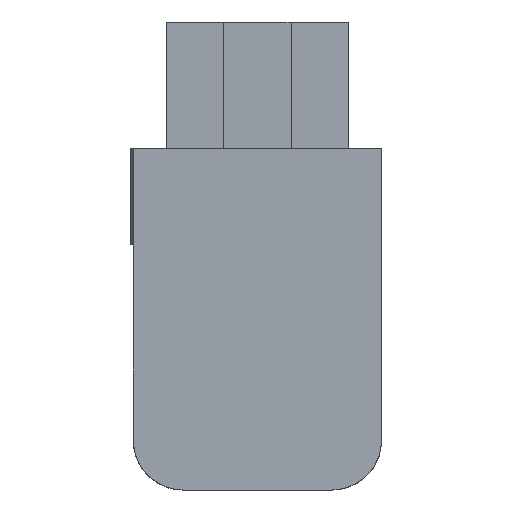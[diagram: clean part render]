
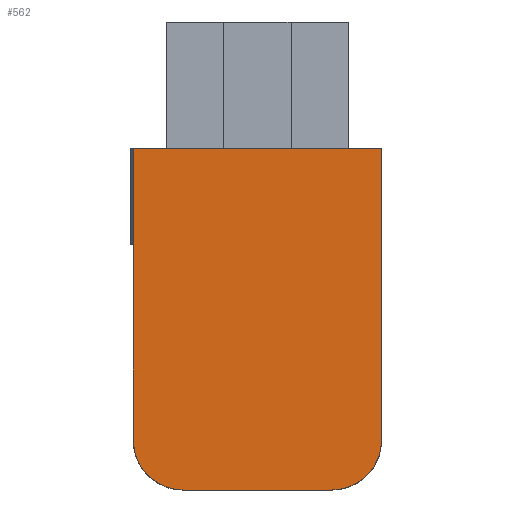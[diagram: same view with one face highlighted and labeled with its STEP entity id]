
A CAD part, front view. The second image highlights one B-rep face of the part: STEP entity #562.
In plain terms, the highlighted planar face has unit normal (0, -1, 0).
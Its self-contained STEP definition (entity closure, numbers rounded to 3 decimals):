
#32 = PLANE('',#33);
#33 = AXIS2_PLACEMENT_3D('',#34,#35,#36);
#34 = CARTESIAN_POINT('',(8.35,5.,0.));
#35 = DIRECTION('',(-1.,0.,0.));
#36 = DIRECTION('',(0.,-1.,0.));
#57 = VERTEX_POINT('',#58);
#58 = CARTESIAN_POINT('',(8.35,-5.,-19.65));
#72 = CYLINDRICAL_SURFACE('',#73,3.35);
#73 = AXIS2_PLACEMENT_3D('',#74,#75,#76);
#74 = CARTESIAN_POINT('',(5.,5.,-19.65));
#75 = DIRECTION('',(0.,-1.,0.));
#76 = DIRECTION('',(1.,0.,0.));
#84 = EDGE_CURVE('',#85,#57,#87,.T.);
#85 = VERTEX_POINT('',#86);
#86 = CARTESIAN_POINT('',(8.35,-5.,0.));
#87 = SURFACE_CURVE('',#88,(#92,#99),.PCURVE_S1.);
#88 = LINE('',#89,#90);
#89 = CARTESIAN_POINT('',(8.35,-5.,0.));
#90 = VECTOR('',#91,1.);
#91 = DIRECTION('',(-0.,-0.,-1.));
#92 = PCURVE('',#32,#93);
#93 = DEFINITIONAL_REPRESENTATION('',(#94),#98);
#94 = LINE('',#95,#96);
#95 = CARTESIAN_POINT('',(10.,0.));
#96 = VECTOR('',#97,1.);
#97 = DIRECTION('',(0.,-1.));
#98 = ( GEOMETRIC_REPRESENTATION_CONTEXT(2) 
PARAMETRIC_REPRESENTATION_CONTEXT() REPRESENTATION_CONTEXT('2D SPACE',''
  ) );
#99 = PCURVE('',#100,#105);
#100 = PLANE('',#101);
#101 = AXIS2_PLACEMENT_3D('',#102,#103,#104);
#102 = CARTESIAN_POINT('',(8.35,-5.,0.));
#103 = DIRECTION('',(0.,1.,0.));
#104 = DIRECTION('',(-1.,0.,0.));
#105 = DEFINITIONAL_REPRESENTATION('',(#106),#110);
#106 = LINE('',#107,#108);
#107 = CARTESIAN_POINT('',(0.,0.));
#108 = VECTOR('',#109,1.);
#109 = DIRECTION('',(0.,-1.));
#110 = ( GEOMETRIC_REPRESENTATION_CONTEXT(2) 
PARAMETRIC_REPRESENTATION_CONTEXT() REPRESENTATION_CONTEXT('2D SPACE',''
  ) );
#126 = PLANE('',#127);
#127 = AXIS2_PLACEMENT_3D('',#128,#129,#130);
#128 = CARTESIAN_POINT('',(0.,0.2,0.));
#129 = DIRECTION('',(-0.,-0.,-1.));
#130 = DIRECTION('',(-1.,0.,0.));
#285 = PLANE('',#286);
#286 = AXIS2_PLACEMENT_3D('',#287,#288,#289);
#287 = CARTESIAN_POINT('',(0.,0.2,-23.));
#288 = DIRECTION('',(-0.,-0.,-1.));
#289 = DIRECTION('',(-1.,0.,0.));
#371 = CYLINDRICAL_SURFACE('',#372,3.35);
#372 = AXIS2_PLACEMENT_3D('',#373,#374,#375);
#373 = CARTESIAN_POINT('',(-5.,-5.,-19.65));
#374 = DIRECTION('',(0.,1.,0.));
#375 = DIRECTION('',(-1.,0.,0.));
#426 = PLANE('',#427);
#427 = AXIS2_PLACEMENT_3D('',#428,#429,#430);
#428 = CARTESIAN_POINT('',(-8.35,-5.,0.));
#429 = DIRECTION('',(1.,0.,0.));
#430 = DIRECTION('',(0.,1.,0.));
#469 = VERTEX_POINT('',#470);
#470 = CARTESIAN_POINT('',(5.,-5.,-23.));
#491 = EDGE_CURVE('',#57,#469,#492,.T.);
#492 = SURFACE_CURVE('',#493,(#498,#505),.PCURVE_S1.);
#493 = CIRCLE('',#494,3.35);
#494 = AXIS2_PLACEMENT_3D('',#495,#496,#497);
#495 = CARTESIAN_POINT('',(5.,-5.,-19.65));
#496 = DIRECTION('',(-0.,1.,0.));
#497 = DIRECTION('',(0.,0.,-1.));
#498 = PCURVE('',#72,#499);
#499 = DEFINITIONAL_REPRESENTATION('',(#500),#504);
#500 = LINE('',#501,#502);
#501 = CARTESIAN_POINT('',(4.712,10.));
#502 = VECTOR('',#503,1.);
#503 = DIRECTION('',(-1.,0.));
#504 = ( GEOMETRIC_REPRESENTATION_CONTEXT(2) 
PARAMETRIC_REPRESENTATION_CONTEXT() REPRESENTATION_CONTEXT('2D SPACE',''
  ) );
#505 = PCURVE('',#100,#506);
#506 = DEFINITIONAL_REPRESENTATION('',(#507),#511);
#507 = CIRCLE('',#508,3.35);
#508 = AXIS2_PLACEMENT_2D('',#509,#510);
#509 = CARTESIAN_POINT('',(3.35,-19.65));
#510 = DIRECTION('',(0.,-1.));
#511 = ( GEOMETRIC_REPRESENTATION_CONTEXT(2) 
PARAMETRIC_REPRESENTATION_CONTEXT() REPRESENTATION_CONTEXT('2D SPACE',''
  ) );
#518 = EDGE_CURVE('',#85,#519,#521,.T.);
#519 = VERTEX_POINT('',#520);
#520 = CARTESIAN_POINT('',(-8.35,-5.,0.));
#521 = SURFACE_CURVE('',#522,(#526,#533),.PCURVE_S1.);
#522 = LINE('',#523,#524);
#523 = CARTESIAN_POINT('',(8.35,-5.,0.));
#524 = VECTOR('',#525,1.);
#525 = DIRECTION('',(-1.,0.,0.));
#526 = PCURVE('',#126,#527);
#527 = DEFINITIONAL_REPRESENTATION('',(#528),#532);
#528 = LINE('',#529,#530);
#529 = CARTESIAN_POINT('',(-8.35,-5.2));
#530 = VECTOR('',#531,1.);
#531 = DIRECTION('',(1.,0.));
#532 = ( GEOMETRIC_REPRESENTATION_CONTEXT(2) 
PARAMETRIC_REPRESENTATION_CONTEXT() REPRESENTATION_CONTEXT('2D SPACE',''
  ) );
#533 = PCURVE('',#100,#534);
#534 = DEFINITIONAL_REPRESENTATION('',(#535),#539);
#535 = LINE('',#536,#537);
#536 = CARTESIAN_POINT('',(0.,0.));
#537 = VECTOR('',#538,1.);
#538 = DIRECTION('',(1.,0.));
#539 = ( GEOMETRIC_REPRESENTATION_CONTEXT(2) 
PARAMETRIC_REPRESENTATION_CONTEXT() REPRESENTATION_CONTEXT('2D SPACE',''
  ) );
#562 = ADVANCED_FACE('',(#563),#100,.F.);
#563 = FACE_BOUND('',#564,.F.);
#564 = EDGE_LOOP('',(#565,#566,#567,#590,#618,#639));
#565 = ORIENTED_EDGE('',*,*,#84,.T.);
#566 = ORIENTED_EDGE('',*,*,#491,.T.);
#567 = ORIENTED_EDGE('',*,*,#568,.T.);
#568 = EDGE_CURVE('',#469,#569,#571,.T.);
#569 = VERTEX_POINT('',#570);
#570 = CARTESIAN_POINT('',(-5.,-5.,-23.));
#571 = SURFACE_CURVE('',#572,(#576,#583),.PCURVE_S1.);
#572 = LINE('',#573,#574);
#573 = CARTESIAN_POINT('',(8.35,-5.,-23.));
#574 = VECTOR('',#575,1.);
#575 = DIRECTION('',(-1.,0.,0.));
#576 = PCURVE('',#100,#577);
#577 = DEFINITIONAL_REPRESENTATION('',(#578),#582);
#578 = LINE('',#579,#580);
#579 = CARTESIAN_POINT('',(0.,-23.));
#580 = VECTOR('',#581,1.);
#581 = DIRECTION('',(1.,0.));
#582 = ( GEOMETRIC_REPRESENTATION_CONTEXT(2) 
PARAMETRIC_REPRESENTATION_CONTEXT() REPRESENTATION_CONTEXT('2D SPACE',''
  ) );
#583 = PCURVE('',#285,#584);
#584 = DEFINITIONAL_REPRESENTATION('',(#585),#589);
#585 = LINE('',#586,#587);
#586 = CARTESIAN_POINT('',(-8.35,-5.2));
#587 = VECTOR('',#588,1.);
#588 = DIRECTION('',(1.,0.));
#589 = ( GEOMETRIC_REPRESENTATION_CONTEXT(2) 
PARAMETRIC_REPRESENTATION_CONTEXT() REPRESENTATION_CONTEXT('2D SPACE',''
  ) );
#590 = ORIENTED_EDGE('',*,*,#591,.F.);
#591 = EDGE_CURVE('',#592,#569,#594,.T.);
#592 = VERTEX_POINT('',#593);
#593 = CARTESIAN_POINT('',(-8.35,-5.,-19.65));
#594 = SURFACE_CURVE('',#595,(#600,#611),.PCURVE_S1.);
#595 = CIRCLE('',#596,3.35);
#596 = AXIS2_PLACEMENT_3D('',#597,#598,#599);
#597 = CARTESIAN_POINT('',(-5.,-5.,-19.65));
#598 = DIRECTION('',(0.,-1.,0.));
#599 = DIRECTION('',(0.,0.,1.));
#600 = PCURVE('',#100,#601);
#601 = DEFINITIONAL_REPRESENTATION('',(#602),#610);
#602 = ( BOUNDED_CURVE() B_SPLINE_CURVE(2,(#603,#604,#605,#606,#607,#608
,#609),.UNSPECIFIED.,.T.,.F.) B_SPLINE_CURVE_WITH_KNOTS((1,2,2,2,2,1),(
    -2.094,0.,2.094,4.189,6.283,
8.378),.UNSPECIFIED.) CURVE() GEOMETRIC_REPRESENTATION_ITEM() 
RATIONAL_B_SPLINE_CURVE((1.,0.5,1.,0.5,1.,0.5,1.)) REPRESENTATION_ITEM(
  '') );
#603 = CARTESIAN_POINT('',(13.35,-16.3));
#604 = CARTESIAN_POINT('',(19.152,-16.3));
#605 = CARTESIAN_POINT('',(16.251,-21.325));
#606 = CARTESIAN_POINT('',(13.35,-26.35));
#607 = CARTESIAN_POINT('',(10.449,-21.325));
#608 = CARTESIAN_POINT('',(7.548,-16.3));
#609 = CARTESIAN_POINT('',(13.35,-16.3));
#610 = ( GEOMETRIC_REPRESENTATION_CONTEXT(2) 
PARAMETRIC_REPRESENTATION_CONTEXT() REPRESENTATION_CONTEXT('2D SPACE',''
  ) );
#611 = PCURVE('',#371,#612);
#612 = DEFINITIONAL_REPRESENTATION('',(#613),#617);
#613 = LINE('',#614,#615);
#614 = CARTESIAN_POINT('',(1.571,-0.));
#615 = VECTOR('',#616,1.);
#616 = DIRECTION('',(-1.,0.));
#617 = ( GEOMETRIC_REPRESENTATION_CONTEXT(2) 
PARAMETRIC_REPRESENTATION_CONTEXT() REPRESENTATION_CONTEXT('2D SPACE',''
  ) );
#618 = ORIENTED_EDGE('',*,*,#619,.F.);
#619 = EDGE_CURVE('',#519,#592,#620,.T.);
#620 = SURFACE_CURVE('',#621,(#625,#632),.PCURVE_S1.);
#621 = LINE('',#622,#623);
#622 = CARTESIAN_POINT('',(-8.35,-5.,0.));
#623 = VECTOR('',#624,1.);
#624 = DIRECTION('',(-0.,-0.,-1.));
#625 = PCURVE('',#100,#626);
#626 = DEFINITIONAL_REPRESENTATION('',(#627),#631);
#627 = LINE('',#628,#629);
#628 = CARTESIAN_POINT('',(16.7,0.));
#629 = VECTOR('',#630,1.);
#630 = DIRECTION('',(0.,-1.));
#631 = ( GEOMETRIC_REPRESENTATION_CONTEXT(2) 
PARAMETRIC_REPRESENTATION_CONTEXT() REPRESENTATION_CONTEXT('2D SPACE',''
  ) );
#632 = PCURVE('',#426,#633);
#633 = DEFINITIONAL_REPRESENTATION('',(#634),#638);
#634 = LINE('',#635,#636);
#635 = CARTESIAN_POINT('',(0.,0.));
#636 = VECTOR('',#637,1.);
#637 = DIRECTION('',(0.,-1.));
#638 = ( GEOMETRIC_REPRESENTATION_CONTEXT(2) 
PARAMETRIC_REPRESENTATION_CONTEXT() REPRESENTATION_CONTEXT('2D SPACE',''
  ) );
#639 = ORIENTED_EDGE('',*,*,#518,.F.);
